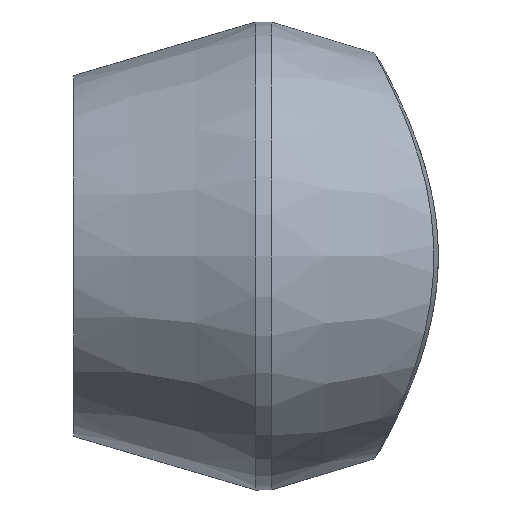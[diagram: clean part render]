
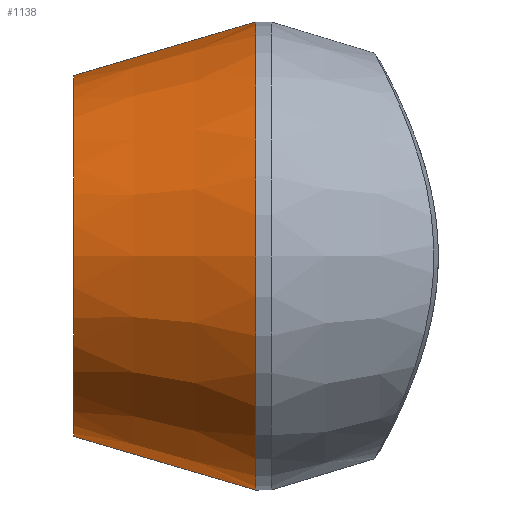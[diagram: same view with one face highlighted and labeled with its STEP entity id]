
A CAD part, left-side view. The second image highlights one B-rep face of the part: STEP entity #1138.
In plain terms, the highlighted conical face has half-angle 16.411 degrees and reference radius 19.581 mm.
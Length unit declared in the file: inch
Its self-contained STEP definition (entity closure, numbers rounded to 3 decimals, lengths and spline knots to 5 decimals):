
#4 = LINE ( 'NONE', #1301, #203 ) ;
#14 = DIRECTION ( 'NONE',  ( 0., -1., 0. ) ) ;
#94 = DIRECTION ( 'NONE',  ( 0., -0.959, 0.283 ) ) ;
#95 = VERTEX_POINT ( 'NONE', #380 ) ;
#203 = VECTOR ( 'NONE', #469, 39.37008 ) ;
#292 = CARTESIAN_POINT ( 'NONE',  ( 0., 2.5025, 0.77091 ) ) ;
#308 = CARTESIAN_POINT ( 'NONE',  ( 0., 2.5025, 0.77091 ) ) ;
#353 = DIRECTION ( 'NONE',  ( 0., 0., -1. ) ) ;
#357 = CIRCLE ( 'NONE', #538, 1. ) ;
#380 = CARTESIAN_POINT ( 'NONE',  ( 0., 2.5025, -0.77091 ) ) ;
#403 = AXIS2_PLACEMENT_3D ( 'NONE', #588, #14, #353 ) ;
#468 = EDGE_CURVE ( 'NONE', #1029, #1455, #357, .T. ) ;
#469 = DIRECTION ( 'NONE',  ( 0., -0.959, -0.283 ) ) ;
#493 = CARTESIAN_POINT ( 'NONE',  ( 0., 1.72468, 0. ) ) ;
#538 = AXIS2_PLACEMENT_3D ( 'NONE', #493, #843, #962 ) ;
#575 = CARTESIAN_POINT ( 'NONE',  ( 0., 2.5025, 0. ) ) ;
#581 = ORIENTED_EDGE ( 'NONE', *, *, #714, .T. ) ;
#588 = CARTESIAN_POINT ( 'NONE',  ( 0., 2.5025, 0. ) ) ;
#636 = LINE ( 'NONE', #292, #794 ) ;
#714 = EDGE_CURVE ( 'NONE', #1526, #95, #971, .T. ) ;
#793 = EDGE_LOOP ( 'NONE', ( #1379, #581, #1304, #1418 ) ) ;
#794 = VECTOR ( 'NONE', #94, 39.37008 ) ;
#830 = FACE_OUTER_BOUND ( 'NONE', #793, .T. ) ;
#843 = DIRECTION ( 'NONE',  ( 0., -1., 0. ) ) ;
#910 = EDGE_CURVE ( 'NONE', #1526, #1029, #636, .T. ) ;
#962 = DIRECTION ( 'NONE',  ( 0., 0., -1. ) ) ;
#971 = CIRCLE ( 'NONE', #1201, 0.77091 ) ;
#1029 = VERTEX_POINT ( 'NONE', #1406 ) ;
#1106 = EDGE_CURVE ( 'NONE', #95, #1455, #4, .T. ) ;
#1138 = ADVANCED_FACE ( 'NONE', ( #830 ), #1398, .T. ) ;
#1156 = DIRECTION ( 'NONE',  ( 0., 0., -1. ) ) ;
#1201 = AXIS2_PLACEMENT_3D ( 'NONE', #575, #1528, #1156 ) ;
#1301 = CARTESIAN_POINT ( 'NONE',  ( 0., 2.5025, -0.77091 ) ) ;
#1304 = ORIENTED_EDGE ( 'NONE', *, *, #1106, .T. ) ;
#1365 = CARTESIAN_POINT ( 'NONE',  ( 0., 1.72468, -1. ) ) ;
#1379 = ORIENTED_EDGE ( 'NONE', *, *, #910, .F. ) ;
#1398 = CONICAL_SURFACE ( 'NONE', #403, 0.77091, 0.286 ) ;
#1406 = CARTESIAN_POINT ( 'NONE',  ( 0., 1.72468, 1. ) ) ;
#1418 = ORIENTED_EDGE ( 'NONE', *, *, #468, .F. ) ;
#1455 = VERTEX_POINT ( 'NONE', #1365 ) ;
#1526 = VERTEX_POINT ( 'NONE', #308 ) ;
#1528 = DIRECTION ( 'NONE',  ( 0., -1., 0. ) ) ;
